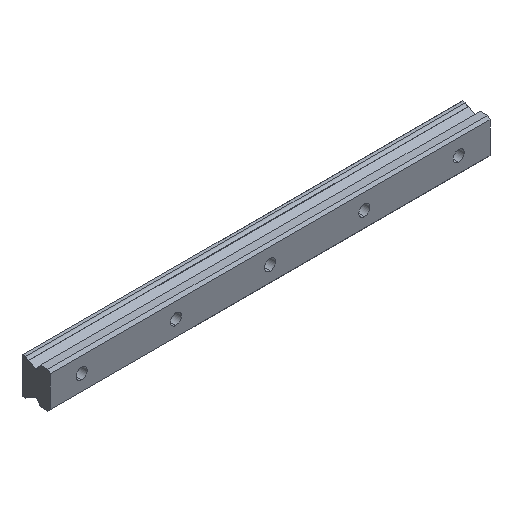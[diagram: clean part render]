
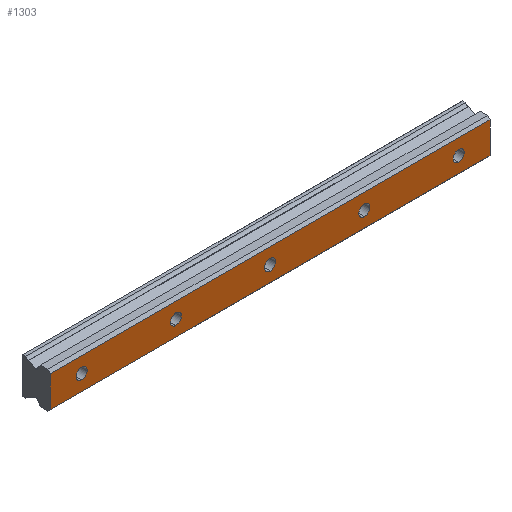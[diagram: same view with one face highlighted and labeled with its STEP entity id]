
A CAD part, isometric view. The second image highlights one B-rep face of the part: STEP entity #1303.
In plain terms, the highlighted planar face has unit normal (0, -1, 0).
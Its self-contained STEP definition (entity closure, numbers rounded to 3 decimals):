
#13 = CARTESIAN_POINT ( 'NONE',  ( 0., 0., 3.5 ) ) ;
#61 = FACE_BOUND ( 'NONE', #1259, .T. ) ;
#72 = ORIENTED_EDGE ( 'NONE', *, *, #1176, .F. ) ;
#80 = VERTEX_POINT ( 'NONE', #656 ) ;
#92 = VERTEX_POINT ( 'NONE', #1499 ) ;
#115 = CARTESIAN_POINT ( 'NONE',  ( 260., 0., 9.9 ) ) ;
#135 = CARTESIAN_POINT ( 'NONE',  ( 240., 0., 0. ) ) ;
#143 = DIRECTION ( 'NONE',  ( 0., -1., 0. ) ) ;
#151 = CARTESIAN_POINT ( 'NONE',  ( -20., 0., 9.9 ) ) ;
#161 = DIRECTION ( 'NONE',  ( 0., -1., 0. ) ) ;
#186 = VERTEX_POINT ( 'NONE', #467 ) ;
#215 = EDGE_LOOP ( 'NONE', ( #222, #394 ) ) ;
#222 = ORIENTED_EDGE ( 'NONE', *, *, #534, .F. ) ;
#231 = CARTESIAN_POINT ( 'NONE',  ( 180., 0., 3.5 ) ) ;
#250 = CARTESIAN_POINT ( 'NONE',  ( 180., 0., -3.5 ) ) ;
#253 = CIRCLE ( 'NONE', #313, 3.5 ) ;
#258 = VERTEX_POINT ( 'NONE', #250 ) ;
#273 = VERTEX_POINT ( 'NONE', #231 ) ;
#278 = DIRECTION ( 'NONE',  ( 0., 0., 1. ) ) ;
#280 = ORIENTED_EDGE ( 'NONE', *, *, #1326, .F. ) ;
#304 = EDGE_CURVE ( 'NONE', #273, #258, #253, .T. ) ;
#313 = AXIS2_PLACEMENT_3D ( 'NONE', #1264, #1023, #1661 ) ;
#320 = VECTOR ( 'NONE', #1442, 1000. ) ;
#322 = DIRECTION ( 'NONE',  ( 0., 0., 1. ) ) ;
#333 = CARTESIAN_POINT ( 'NONE',  ( 240., 0., 3.5 ) ) ;
#374 = DIRECTION ( 'NONE',  ( 0., 0., 1. ) ) ;
#378 = DIRECTION ( 'NONE',  ( 0., -1., 0. ) ) ;
#394 = ORIENTED_EDGE ( 'NONE', *, *, #482, .F. ) ;
#423 = AXIS2_PLACEMENT_3D ( 'NONE', #1283, #1542, #374 ) ;
#424 = CARTESIAN_POINT ( 'NONE',  ( 60., 0., 0. ) ) ;
#427 = CARTESIAN_POINT ( 'NONE',  ( 0., 0., 0. ) ) ;
#429 = VECTOR ( 'NONE', #668, 1000. ) ;
#467 = CARTESIAN_POINT ( 'NONE',  ( 60., 0., -3.5 ) ) ;
#480 = VERTEX_POINT ( 'NONE', #13 ) ;
#482 = EDGE_CURVE ( 'NONE', #664, #480, #501, .T. ) ;
#501 = CIRCLE ( 'NONE', #1074, 3.5 ) ;
#504 = LINE ( 'NONE', #115, #320 ) ;
#507 = CARTESIAN_POINT ( 'NONE',  ( -20., 0., 9.9 ) ) ;
#516 = VERTEX_POINT ( 'NONE', #599 ) ;
#520 = EDGE_LOOP ( 'NONE', ( #1420, #1233 ) ) ;
#534 = EDGE_CURVE ( 'NONE', #480, #664, #1347, .T. ) ;
#541 = LINE ( 'NONE', #151, #429 ) ;
#599 = CARTESIAN_POINT ( 'NONE',  ( 120., 0., -3.5 ) ) ;
#619 = VERTEX_POINT ( 'NONE', #333 ) ;
#620 = CARTESIAN_POINT ( 'NONE',  ( 260., 0., 9.9 ) ) ;
#621 = LINE ( 'NONE', #1406, #1034 ) ;
#645 = EDGE_CURVE ( 'NONE', #516, #1041, #804, .T. ) ;
#656 = CARTESIAN_POINT ( 'NONE',  ( 240., 0., -3.5 ) ) ;
#658 = DIRECTION ( 'NONE',  ( -1., 0., 0. ) ) ;
#660 = CARTESIAN_POINT ( 'NONE',  ( 240., 0., 0. ) ) ;
#664 = VERTEX_POINT ( 'NONE', #1272 ) ;
#668 = DIRECTION ( 'NONE',  ( 0., 0., 1. ) ) ;
#692 = CARTESIAN_POINT ( 'NONE',  ( 260., 0., -9.9 ) ) ;
#698 = VERTEX_POINT ( 'NONE', #507 ) ;
#710 = FACE_BOUND ( 'NONE', #520, .T. ) ;
#754 = AXIS2_PLACEMENT_3D ( 'NONE', #841, #161, #322 ) ;
#804 = CIRCLE ( 'NONE', #423, 3.5 ) ;
#814 = FACE_OUTER_BOUND ( 'NONE', #1038, .T. ) ;
#815 = EDGE_CURVE ( 'NONE', #80, #619, #1157, .T. ) ;
#832 = FACE_BOUND ( 'NONE', #1114, .T. ) ;
#835 = DIRECTION ( 'NONE',  ( 0., 0., 1. ) ) ;
#841 = CARTESIAN_POINT ( 'NONE',  ( 180., 0., 0. ) ) ;
#895 = DIRECTION ( 'NONE',  ( 0., 0., 1. ) ) ;
#897 = DIRECTION ( 'NONE',  ( 0., -1., 0. ) ) ;
#921 = CARTESIAN_POINT ( 'NONE',  ( 120., 0., 0. ) ) ;
#930 = ORIENTED_EDGE ( 'NONE', *, *, #1253, .F. ) ;
#948 = EDGE_CURVE ( 'NONE', #92, #186, #1656, .T. ) ;
#951 = CARTESIAN_POINT ( 'NONE',  ( 0., 0., 0. ) ) ;
#964 = AXIS2_PLACEMENT_3D ( 'NONE', #424, #1631, #835 ) ;
#974 = CARTESIAN_POINT ( 'NONE',  ( 120., 0., 3.5 ) ) ;
#1003 = DIRECTION ( 'NONE',  ( 0., -1., 0. ) ) ;
#1005 = ORIENTED_EDGE ( 'NONE', *, *, #1127, .F. ) ;
#1022 = AXIS2_PLACEMENT_3D ( 'NONE', #660, #897, #1292 ) ;
#1023 = DIRECTION ( 'NONE',  ( 0., -1., 0. ) ) ;
#1027 = ORIENTED_EDGE ( 'NONE', *, *, #1275, .F. ) ;
#1034 = VECTOR ( 'NONE', #1139, 1000. ) ;
#1035 = LINE ( 'NONE', #1052, #1402 ) ;
#1038 = EDGE_LOOP ( 'NONE', ( #72, #1669, #1445, #930 ) ) ;
#1041 = VERTEX_POINT ( 'NONE', #974 ) ;
#1048 = DIRECTION ( 'NONE',  ( 0., -1., 0. ) ) ;
#1052 = CARTESIAN_POINT ( 'NONE',  ( 260., 0., -9.9 ) ) ;
#1074 = AXIS2_PLACEMENT_3D ( 'NONE', #427, #1048, #278 ) ;
#1114 = EDGE_LOOP ( 'NONE', ( #1430, #280 ) ) ;
#1122 = ORIENTED_EDGE ( 'NONE', *, *, #815, .F. ) ;
#1127 = EDGE_CURVE ( 'NONE', #186, #92, #1554, .T. ) ;
#1139 = DIRECTION ( 'NONE',  ( 1., 0., 0. ) ) ;
#1145 = EDGE_CURVE ( 'NONE', #698, #1525, #621, .T. ) ;
#1157 = CIRCLE ( 'NONE', #1022, 3.5 ) ;
#1167 = EDGE_CURVE ( 'NONE', #1525, #1295, #504, .T. ) ;
#1176 = EDGE_CURVE ( 'NONE', #1295, #1505, #1035, .T. ) ;
#1187 = CIRCLE ( 'NONE', #1603, 3.5 ) ;
#1219 = AXIS2_PLACEMENT_3D ( 'NONE', #1592, #1466, #1358 ) ;
#1221 = DIRECTION ( 'NONE',  ( 0., 0., 1. ) ) ;
#1233 = ORIENTED_EDGE ( 'NONE', *, *, #645, .F. ) ;
#1234 = PLANE ( 'NONE',  #1219 ) ;
#1238 = DIRECTION ( 'NONE',  ( 0., -1., 0. ) ) ;
#1245 = EDGE_CURVE ( 'NONE', #1041, #516, #1543, .T. ) ;
#1253 = EDGE_CURVE ( 'NONE', #1505, #698, #541, .T. ) ;
#1259 = EDGE_LOOP ( 'NONE', ( #1027, #1122 ) ) ;
#1264 = CARTESIAN_POINT ( 'NONE',  ( 180., 0., 0. ) ) ;
#1272 = CARTESIAN_POINT ( 'NONE',  ( 0., 0., -3.5 ) ) ;
#1275 = EDGE_CURVE ( 'NONE', #619, #80, #1187, .T. ) ;
#1276 = EDGE_LOOP ( 'NONE', ( #1579, #1005 ) ) ;
#1283 = CARTESIAN_POINT ( 'NONE',  ( 120., 0., 0. ) ) ;
#1292 = DIRECTION ( 'NONE',  ( 0., 0., 1. ) ) ;
#1295 = VERTEX_POINT ( 'NONE', #692 ) ;
#1303 = ADVANCED_FACE ( 'NONE', ( #814, #1604, #61, #832, #710, #1328 ), #1234, .F. ) ;
#1326 = EDGE_CURVE ( 'NONE', #258, #273, #1630, .T. ) ;
#1328 = FACE_BOUND ( 'NONE', #1276, .T. ) ;
#1347 = CIRCLE ( 'NONE', #1482, 3.5 ) ;
#1358 = DIRECTION ( 'NONE',  ( 0., 0., 1. ) ) ;
#1365 = CARTESIAN_POINT ( 'NONE',  ( -20., 0., -9.9 ) ) ;
#1402 = VECTOR ( 'NONE', #658, 1000. ) ;
#1406 = CARTESIAN_POINT ( 'NONE',  ( 260., 0., 9.9 ) ) ;
#1411 = AXIS2_PLACEMENT_3D ( 'NONE', #1670, #1003, #1524 ) ;
#1420 = ORIENTED_EDGE ( 'NONE', *, *, #1245, .F. ) ;
#1430 = ORIENTED_EDGE ( 'NONE', *, *, #304, .F. ) ;
#1442 = DIRECTION ( 'NONE',  ( 0., 0., -1. ) ) ;
#1445 = ORIENTED_EDGE ( 'NONE', *, *, #1145, .F. ) ;
#1466 = DIRECTION ( 'NONE',  ( 0., 1., 0. ) ) ;
#1482 = AXIS2_PLACEMENT_3D ( 'NONE', #951, #1238, #1221 ) ;
#1499 = CARTESIAN_POINT ( 'NONE',  ( 60., 0., 3.5 ) ) ;
#1505 = VERTEX_POINT ( 'NONE', #1365 ) ;
#1520 = AXIS2_PLACEMENT_3D ( 'NONE', #921, #143, #1678 ) ;
#1524 = DIRECTION ( 'NONE',  ( 0., 0., 1. ) ) ;
#1525 = VERTEX_POINT ( 'NONE', #620 ) ;
#1542 = DIRECTION ( 'NONE',  ( 0., -1., 0. ) ) ;
#1543 = CIRCLE ( 'NONE', #1520, 3.5 ) ;
#1554 = CIRCLE ( 'NONE', #1411, 3.5 ) ;
#1579 = ORIENTED_EDGE ( 'NONE', *, *, #948, .F. ) ;
#1592 = CARTESIAN_POINT ( 'NONE',  ( 260., 0., 9.9 ) ) ;
#1603 = AXIS2_PLACEMENT_3D ( 'NONE', #135, #378, #895 ) ;
#1604 = FACE_BOUND ( 'NONE', #215, .T. ) ;
#1630 = CIRCLE ( 'NONE', #754, 3.5 ) ;
#1631 = DIRECTION ( 'NONE',  ( 0., -1., 0. ) ) ;
#1656 = CIRCLE ( 'NONE', #964, 3.5 ) ;
#1661 = DIRECTION ( 'NONE',  ( 0., 0., 1. ) ) ;
#1669 = ORIENTED_EDGE ( 'NONE', *, *, #1167, .F. ) ;
#1670 = CARTESIAN_POINT ( 'NONE',  ( 60., 0., 0. ) ) ;
#1678 = DIRECTION ( 'NONE',  ( 0., 0., 1. ) ) ;
